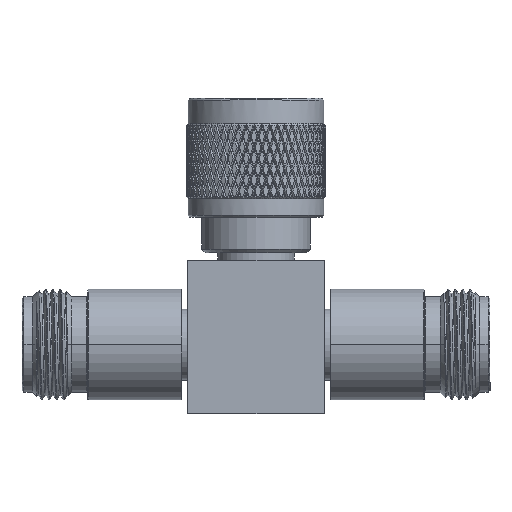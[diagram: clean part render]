
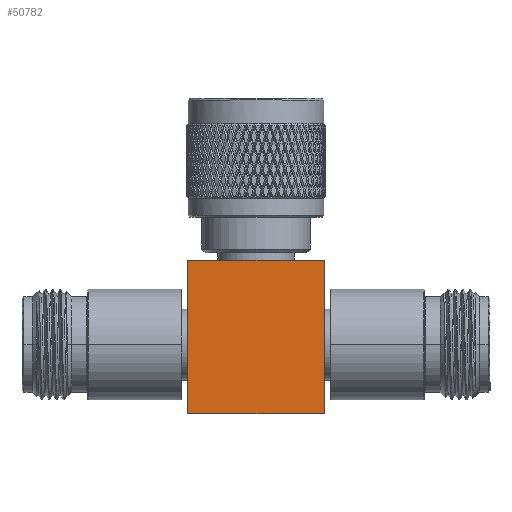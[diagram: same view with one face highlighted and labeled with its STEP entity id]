
A CAD part, top view. The second image highlights one B-rep face of the part: STEP entity #50782.
In plain terms, the highlighted planar face has unit normal (0, 0, 1).
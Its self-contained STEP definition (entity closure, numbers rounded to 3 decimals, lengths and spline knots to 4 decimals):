
#563 = VERTEX_POINT ( 'NONE', #49293 ) ;
#635 = LINE ( 'NONE', #37180, #47445 ) ;
#2165 = EDGE_LOOP ( 'NONE', ( #60732, #74505, #45207, #93052 ) ) ;
#7871 = CARTESIAN_POINT ( 'NONE',  ( -0.3839, -0.39, 0.33 ) ) ;
#11177 = FACE_OUTER_BOUND ( 'NONE', #2165, .T. ) ;
#13435 = LINE ( 'NONE', #65401, #19659 ) ;
#17459 = VECTOR ( 'NONE', #47699, 39.3701 ) ;
#18275 = DIRECTION ( 'NONE',  ( 0., -1., 0. ) ) ;
#19659 = VECTOR ( 'NONE', #18275, 39.3701 ) ;
#20763 = CARTESIAN_POINT ( 'NONE',  ( 0., 0., 0.33 ) ) ;
#28677 = VECTOR ( 'NONE', #70016, 39.3701 ) ;
#32817 = CARTESIAN_POINT ( 'NONE',  ( -0.3839, 0.4761, 0.33 ) ) ;
#37180 = CARTESIAN_POINT ( 'NONE',  ( -0.3839, -0.39, 0.33 ) ) ;
#42350 = AXIS2_PLACEMENT_3D ( 'NONE', #20763, #84453, #61741 ) ;
#45207 = ORIENTED_EDGE ( 'NONE', *, *, #75257, .T. ) ;
#45237 = EDGE_CURVE ( 'NONE', #563, #81571, #49685, .T. ) ;
#47445 = VECTOR ( 'NONE', #69116, 39.3701 ) ;
#47699 = DIRECTION ( 'NONE',  ( 0., 1., 0. ) ) ;
#49293 = CARTESIAN_POINT ( 'NONE',  ( 0.3839, 0.4761, 0.33 ) ) ;
#49685 = LINE ( 'NONE', #63159, #28677 ) ;
#50782 = ADVANCED_FACE ( 'NONE', ( #11177 ), #92008, .T. ) ;
#58171 = EDGE_CURVE ( 'NONE', #90380, #89706, #635, .T. ) ;
#60732 = ORIENTED_EDGE ( 'NONE', *, *, #89134, .T. ) ;
#61741 = DIRECTION ( 'NONE',  ( 1., 0., 0. ) ) ;
#63159 = CARTESIAN_POINT ( 'NONE',  ( -0.3839, 0.4761, 0.33 ) ) ;
#65401 = CARTESIAN_POINT ( 'NONE',  ( -0.3839, 0.4761, 0.33 ) ) ;
#69116 = DIRECTION ( 'NONE',  ( 1., 0., 0. ) ) ;
#70016 = DIRECTION ( 'NONE',  ( -1., 0., 0. ) ) ;
#72029 = CARTESIAN_POINT ( 'NONE',  ( 0.3839, 0.4761, 0.33 ) ) ;
#72077 = CARTESIAN_POINT ( 'NONE',  ( 0.3839, -0.39, 0.33 ) ) ;
#74505 = ORIENTED_EDGE ( 'NONE', *, *, #58171, .T. ) ;
#75257 = EDGE_CURVE ( 'NONE', #89706, #563, #86515, .T. ) ;
#81571 = VERTEX_POINT ( 'NONE', #32817 ) ;
#84453 = DIRECTION ( 'NONE',  ( 0., 0., 1. ) ) ;
#86515 = LINE ( 'NONE', #72029, #17459 ) ;
#89134 = EDGE_CURVE ( 'NONE', #81571, #90380, #13435, .T. ) ;
#89706 = VERTEX_POINT ( 'NONE', #72077 ) ;
#90380 = VERTEX_POINT ( 'NONE', #7871 ) ;
#92008 = PLANE ( 'NONE',  #42350 ) ;
#93052 = ORIENTED_EDGE ( 'NONE', *, *, #45237, .T. ) ;
